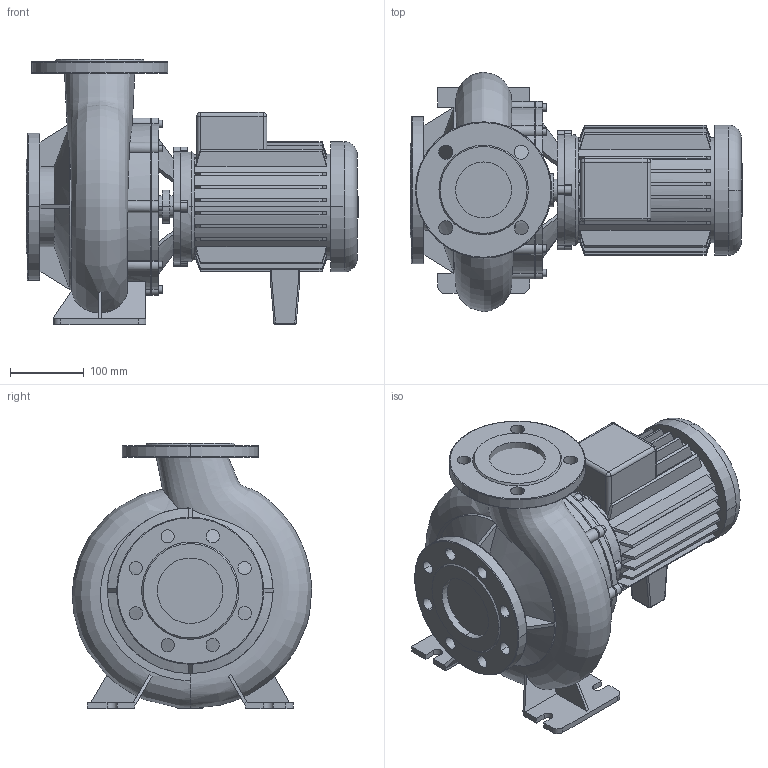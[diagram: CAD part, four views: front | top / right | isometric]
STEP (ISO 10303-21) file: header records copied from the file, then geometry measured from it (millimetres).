
FILE_DESCRIPTION((''),'2;1');
FILE_NAME('3d_BM65_170-1_5_4-2096593.stp','2011-01-26T14:45:31',(''),(''),'Mechanical Desktop 2008','Mechanical Desktop 2008',', , ');
FILE_SCHEMA(('CONFIG_CONTROL_DESIGN'));
Length unit declared in the file: millimetre
Products named in the file (1): Product
Bounding box: 451 x 325.11 x 360 mm (x, y, z)
Volume: 14816388.2 mm3; surface area: 956488 mm2
Topology: 11 solids, 11 shells, 631 faces, 1623 edges, 1046 vertices
Faces by surface type: plane 288, cylinder 144, bspline 139, cone 46, sphere 8, torus 6
Entity records: 28369 total; most frequent: CARTESIAN_POINT 13587, ORIENTED_EDGE 3230, DIRECTION 2815, EDGE_CURVE 1615, VERTEX_POINT 1046, AXIS2_PLACEMENT_3D 967, VECTOR 881, LINE 881
